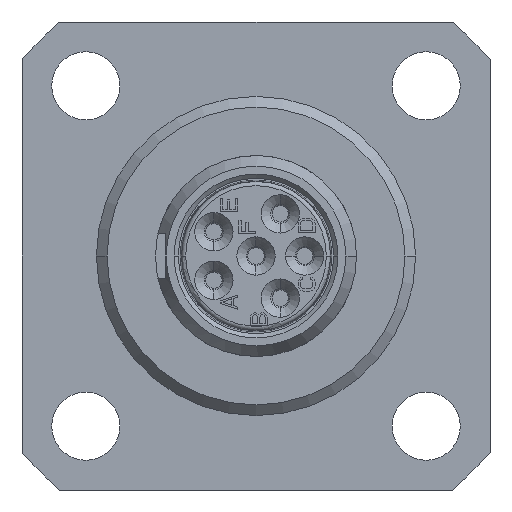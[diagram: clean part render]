
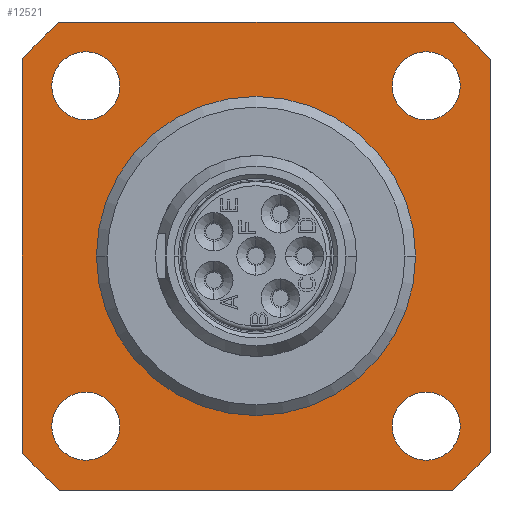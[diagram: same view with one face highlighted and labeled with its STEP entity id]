
A CAD part, left-side view. The second image highlights one B-rep face of the part: STEP entity #12521.
In plain terms, the highlighted planar face has unit normal (-1, 0, 0).
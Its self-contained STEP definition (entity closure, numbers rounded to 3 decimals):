
#1212=DIRECTION('',(0.,1.,0.));
#1213=VECTOR('',#1212,18.431);
#1214=CARTESIAN_POINT('',(-0.5,-9.215,11.));
#1215=LINE('1459',#1214,#1213);
#1216=CARTESIAN_POINT('',(-0.5,0.,0.));
#1217=DIRECTION('',(1.,0.,0.));
#1218=DIRECTION('',(0.,-0.642,0.767));
#1219=AXIS2_PLACEMENT_3D('',#1216,#1217,#1218);
#1221=DIRECTION('',(0.,0.,1.));
#1222=VECTOR('',#1221,18.431);
#1223=CARTESIAN_POINT('',(-0.5,-11.,-9.215));
#1224=LINE('1460',#1223,#1222);
#1225=CARTESIAN_POINT('',(-0.5,0.,0.));
#1226=DIRECTION('',(1.,0.,0.));
#1227=DIRECTION('',(0.,-0.767,-0.642));
#1228=AXIS2_PLACEMENT_3D('',#1225,#1226,#1227);
#1230=DIRECTION('',(0.,-1.,0.));
#1231=VECTOR('',#1230,18.431);
#1232=CARTESIAN_POINT('',(-0.5,9.215,-11.));
#1233=LINE('1461',#1232,#1231);
#1234=CARTESIAN_POINT('',(-0.5,0.,0.));
#1235=DIRECTION('',(1.,0.,0.));
#1236=DIRECTION('',(0.,0.642,-0.767));
#1237=AXIS2_PLACEMENT_3D('',#1234,#1235,#1236);
#1239=DIRECTION('',(0.,0.,-1.));
#1240=VECTOR('',#1239,18.431);
#1241=CARTESIAN_POINT('',(-0.5,11.,9.215));
#1242=LINE('1462',#1241,#1240);
#1243=CARTESIAN_POINT('',(-0.5,0.,0.));
#1244=DIRECTION('',(1.,0.,0.));
#1245=DIRECTION('',(0.,0.767,0.642));
#1246=AXIS2_PLACEMENT_3D('',#1243,#1244,#1245);
#1248=CARTESIAN_POINT('',(-0.5,8.,-8.));
#1249=DIRECTION('',(-1.,0.,0.));
#1250=DIRECTION('',(0.,0.,-1.));
#1251=AXIS2_PLACEMENT_3D('',#1248,#1249,#1250);
#1253=CARTESIAN_POINT('',(-0.5,8.,-8.));
#1254=DIRECTION('',(-1.,0.,0.));
#1255=DIRECTION('',(0.,0.,1.));
#1256=AXIS2_PLACEMENT_3D('',#1253,#1254,#1255);
#1258=CARTESIAN_POINT('',(-0.5,8.,8.));
#1259=DIRECTION('',(-1.,0.,0.));
#1260=DIRECTION('',(0.,0.,-1.));
#1261=AXIS2_PLACEMENT_3D('',#1258,#1259,#1260);
#1263=CARTESIAN_POINT('',(-0.5,8.,8.));
#1264=DIRECTION('',(-1.,0.,0.));
#1265=DIRECTION('',(0.,0.,1.));
#1266=AXIS2_PLACEMENT_3D('',#1263,#1264,#1265);
#1268=CARTESIAN_POINT('',(-0.5,-8.,-8.));
#1269=DIRECTION('',(-1.,0.,0.));
#1270=DIRECTION('',(0.,0.,-1.));
#1271=AXIS2_PLACEMENT_3D('',#1268,#1269,#1270);
#1273=CARTESIAN_POINT('',(-0.5,-8.,-8.));
#1274=DIRECTION('',(-1.,0.,0.));
#1275=DIRECTION('',(0.,0.,1.));
#1276=AXIS2_PLACEMENT_3D('',#1273,#1274,#1275);
#1278=CARTESIAN_POINT('',(-0.5,-8.,8.));
#1279=DIRECTION('',(-1.,0.,0.));
#1280=DIRECTION('',(0.,0.,-1.));
#1281=AXIS2_PLACEMENT_3D('',#1278,#1279,#1280);
#1283=CARTESIAN_POINT('',(-0.5,-8.,8.));
#1284=DIRECTION('',(-1.,0.,0.));
#1285=DIRECTION('',(0.,0.,1.));
#1286=AXIS2_PLACEMENT_3D('',#1283,#1284,#1285);
#1344=CARTESIAN_POINT('',(-0.5,0.,0.));
#1345=DIRECTION('',(1.,0.,0.));
#1346=DIRECTION('',(0.,1.,0.));
#1347=AXIS2_PLACEMENT_3D('',#1344,#1345,#1346);
#1357=CARTESIAN_POINT('',(-0.5,0.,0.));
#1358=DIRECTION('',(1.,0.,0.));
#1359=DIRECTION('',(0.,-1.,0.));
#1360=AXIS2_PLACEMENT_3D('',#1357,#1358,#1359);
#8364=CARTESIAN_POINT('',(-0.5,7.5,0.));
#8365=VERTEX_POINT('',#8364);
#8366=CARTESIAN_POINT('',(-0.5,-7.5,0.));
#8367=VERTEX_POINT('',#8366);
#8384=CARTESIAN_POINT('',(-0.5,8.,-9.6));
#8385=CARTESIAN_POINT('',(-0.5,8.,-6.4));
#8386=VERTEX_POINT('',#8384);
#8387=VERTEX_POINT('',#8385);
#8388=CARTESIAN_POINT('',(-0.5,8.,6.4));
#8389=CARTESIAN_POINT('',(-0.5,8.,9.6));
#8390=VERTEX_POINT('',#8388);
#8391=VERTEX_POINT('',#8389);
#8392=CARTESIAN_POINT('',(-0.5,-8.,-9.6));
#8393=CARTESIAN_POINT('',(-0.5,-8.,-6.4));
#8394=VERTEX_POINT('',#8392);
#8395=VERTEX_POINT('',#8393);
#8396=CARTESIAN_POINT('',(-0.5,-8.,6.4));
#8397=CARTESIAN_POINT('',(-0.5,-8.,9.6));
#8398=VERTEX_POINT('',#8396);
#8399=VERTEX_POINT('',#8397);
#8512=CARTESIAN_POINT('',(-0.5,-9.215,11.));
#8513=CARTESIAN_POINT('',(-0.5,9.215,11.));
#8514=VERTEX_POINT('',#8512);
#8515=VERTEX_POINT('',#8513);
#8516=CARTESIAN_POINT('',(-0.5,-11.,-9.215));
#8517=CARTESIAN_POINT('',(-0.5,-11.,9.215));
#8518=VERTEX_POINT('',#8516);
#8519=VERTEX_POINT('',#8517);
#8520=CARTESIAN_POINT('',(-0.5,9.215,-11.));
#8521=CARTESIAN_POINT('',(-0.5,-9.215,-11.));
#8522=VERTEX_POINT('',#8520);
#8523=VERTEX_POINT('',#8521);
#8524=CARTESIAN_POINT('',(-0.5,11.,9.215));
#8525=CARTESIAN_POINT('',(-0.5,11.,-9.215));
#8526=VERTEX_POINT('',#8524);
#8527=VERTEX_POINT('',#8525);
#12470=CARTESIAN_POINT('',(-0.5,0.,0.));
#12471=DIRECTION('',(1.,0.,0.));
#12472=DIRECTION('',(0.,0.,-1.));
#12473=AXIS2_PLACEMENT_3D('',#12470,#12471,#12472);
#12474=PLANE('289',#12473);
#12475=ORIENTED_EDGE('1459',*,*,#12435,.F.);
#12476=ORIENTED_EDGE('1514',*,*,#12454,.T.);
#12478=ORIENTED_EDGE('1460',*,*,#12477,.F.);
#12480=ORIENTED_EDGE('1513',*,*,#12479,.T.);
#12482=ORIENTED_EDGE('1461',*,*,#12481,.F.);
#12484=ORIENTED_EDGE('1512',*,*,#12483,.T.);
#12486=ORIENTED_EDGE('1462',*,*,#12485,.F.);
#12488=ORIENTED_EDGE('1501',*,*,#12487,.T.);
#12489=EDGE_LOOP('289',(#12475,#12476,#12478,#12480,#12482,#12484,#12486,
#12488));
#12490=FACE_OUTER_BOUND('289',#12489,.F.);
#12492=ORIENTED_EDGE('1363',*,*,#12491,.T.);
#12494=ORIENTED_EDGE('1364',*,*,#12493,.T.);
#12495=EDGE_LOOP('289',(#12492,#12494));
#12496=FACE_BOUND('289',#12495,.F.);
#12498=ORIENTED_EDGE('1365',*,*,#12497,.T.);
#12500=ORIENTED_EDGE('1366',*,*,#12499,.T.);
#12501=EDGE_LOOP('289',(#12498,#12500));
#12502=FACE_BOUND('289',#12501,.F.);
#12504=ORIENTED_EDGE('1367',*,*,#12503,.T.);
#12506=ORIENTED_EDGE('1368',*,*,#12505,.T.);
#12507=EDGE_LOOP('289',(#12504,#12506));
#12508=FACE_BOUND('289',#12507,.F.);
#12510=ORIENTED_EDGE('1369',*,*,#12509,.T.);
#12512=ORIENTED_EDGE('1370',*,*,#12511,.T.);
#12513=EDGE_LOOP('289',(#12510,#12512));
#12514=FACE_BOUND('289',#12513,.F.);
#12516=ORIENTED_EDGE('1353',*,*,#12515,.F.);
#12518=ORIENTED_EDGE('1354',*,*,#12517,.F.);
#12519=EDGE_LOOP('289',(#12516,#12518));
#12520=FACE_BOUND('289',#12519,.F.);
#1220=CIRCLE('1514',#1219,14.35);
#1229=CIRCLE('1513',#1228,14.35);
#1238=CIRCLE('1512',#1237,14.35);
#1247=CIRCLE('1501',#1246,14.35);
#1252=CIRCLE('1363',#1251,1.6);
#1257=CIRCLE('1364',#1256,1.6);
#1262=CIRCLE('1365',#1261,1.6);
#1267=CIRCLE('1366',#1266,1.6);
#1272=CIRCLE('1367',#1271,1.6);
#1277=CIRCLE('1368',#1276,1.6);
#1282=CIRCLE('1369',#1281,1.6);
#1287=CIRCLE('1370',#1286,1.6);
#1348=CIRCLE('1353',#1347,7.5);
#1361=CIRCLE('1354',#1360,7.5);
#12435=EDGE_CURVE('1459',#8514,#8515,#1215,.T.);
#12454=EDGE_CURVE('1514',#8514,#8519,#1220,.T.);
#12477=EDGE_CURVE('1460',#8518,#8519,#1224,.T.);
#12479=EDGE_CURVE('1513',#8518,#8523,#1229,.T.);
#12481=EDGE_CURVE('1461',#8522,#8523,#1233,.T.);
#12483=EDGE_CURVE('1512',#8522,#8527,#1238,.T.);
#12485=EDGE_CURVE('1462',#8526,#8527,#1242,.T.);
#12487=EDGE_CURVE('1501',#8526,#8515,#1247,.T.);
#12491=EDGE_CURVE('1363',#8386,#8387,#1252,.T.);
#12493=EDGE_CURVE('1364',#8387,#8386,#1257,.T.);
#12497=EDGE_CURVE('1365',#8390,#8391,#1262,.T.);
#12499=EDGE_CURVE('1366',#8391,#8390,#1267,.T.);
#12503=EDGE_CURVE('1367',#8394,#8395,#1272,.T.);
#12505=EDGE_CURVE('1368',#8395,#8394,#1277,.T.);
#12509=EDGE_CURVE('1369',#8398,#8399,#1282,.T.);
#12511=EDGE_CURVE('1370',#8399,#8398,#1287,.T.);
#12515=EDGE_CURVE('1353',#8365,#8367,#1348,.T.);
#12517=EDGE_CURVE('1354',#8367,#8365,#1361,.T.);
#12521=ADVANCED_FACE('289',(#12490,#12496,#12502,#12508,#12514,#12520),#12474,
.F.);
